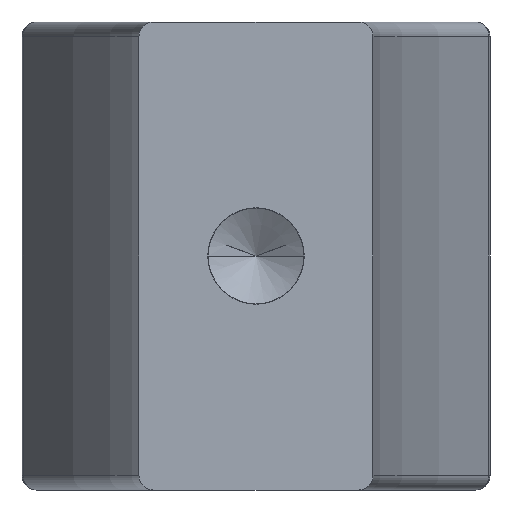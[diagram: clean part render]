
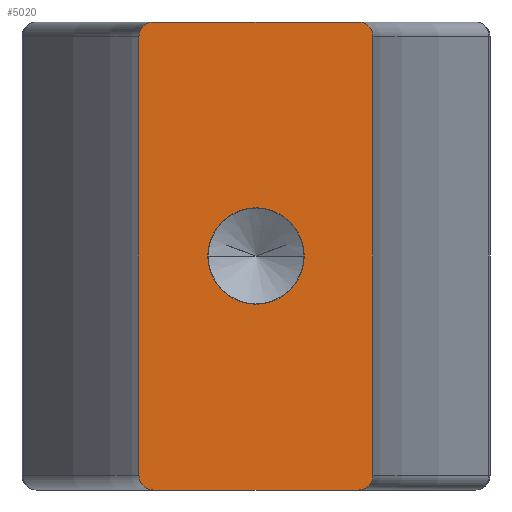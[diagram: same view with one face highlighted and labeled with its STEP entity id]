
A CAD part, front view. The second image highlights one B-rep face of the part: STEP entity #5020.
In plain terms, the highlighted planar face has unit normal (0, -1, 0).
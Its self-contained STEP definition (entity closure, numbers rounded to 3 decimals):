
#380=CARTESIAN_POINT('',(3.5,0.,8.));
#390=VERTEX_POINT('',#380);
#420=CARTESIAN_POINT('',(0.,0.,8.));
#430=DIRECTION('',(1.,0.,0.));
#440=VECTOR('',#430,1.);
#450=LINE('',#420,#440);
#460=CARTESIAN_POINT('',(-3.5,0.,8.));
#470=VERTEX_POINT('',#460);
#480=EDGE_CURVE('',#470,#390,#450,.T.);
#1110=CARTESIAN_POINT('',(-4.,0.,7.5));
#1120=VERTEX_POINT('',#1110);
#1170=CARTESIAN_POINT('',(-4.,0.,0.));
#1180=DIRECTION('',(0.,0.,-1.));
#1190=VECTOR('',#1180,1.);
#1200=LINE('',#1170,#1190);
#1210=CARTESIAN_POINT('',(-4.,0.,-7.5));
#1220=VERTEX_POINT('',#1210);
#1230=EDGE_CURVE('',#1120,#1220,#1200,.T.);
#1530=CARTESIAN_POINT('',(4.,0.,7.5));
#1540=VERTEX_POINT('',#1530);
#1590=CARTESIAN_POINT('',(3.5,0.,7.5));
#1600=DIRECTION('',(0.,1.,0.));
#1610=DIRECTION('',(1.,0.,0.));
#1620=AXIS2_PLACEMENT_3D('',#1590,#1600,#1610);
#1630=CIRCLE('',#1620,0.5);
#1640=EDGE_CURVE('',#390,#1540,#1630,.T.);
#3290=CARTESIAN_POINT('',(-3.5,0.,7.5));
#3300=DIRECTION('',(0.,1.,0.));
#3310=DIRECTION('',(1.,0.,0.));
#3320=AXIS2_PLACEMENT_3D('',#3290,#3300,#3310);
#3330=CIRCLE('',#3320,0.5);
#3340=EDGE_CURVE('',#1120,#470,#3330,.T.);
#4440=CARTESIAN_POINT('',(4.,0.,0.));
#4450=DIRECTION('',(-0.,-1.,-0.));
#4460=DIRECTION('',(-1.,0.,0.));
#4470=AXIS2_PLACEMENT_3D('',#4440,#4450,#4460);
#4480=PLANE('',#4470);
#4490=CARTESIAN_POINT('',(3.5,0.,-7.5));
#4500=DIRECTION('',(0.,1.,0.));
#4510=DIRECTION('',(1.,0.,0.));
#4520=AXIS2_PLACEMENT_3D('',#4490,#4500,#4510);
#4530=CIRCLE('',#4520,0.5);
#4540=CARTESIAN_POINT('',(4.,0.,-7.5));
#4550=VERTEX_POINT('',#4540);
#4560=CARTESIAN_POINT('',(3.5,0.,-8.));
#4570=VERTEX_POINT('',#4560);
#4580=EDGE_CURVE('',#4550,#4570,#4530,.T.);
#4590=ORIENTED_EDGE('',*,*,#4580,.F.);
#4600=CARTESIAN_POINT('',(0.,0.,-8.));
#4610=DIRECTION('',(1.,0.,0.));
#4620=VECTOR('',#4610,1.);
#4630=LINE('',#4600,#4620);
#4640=CARTESIAN_POINT('',(-3.5,0.,-8.));
#4650=VERTEX_POINT('',#4640);
#4660=EDGE_CURVE('',#4650,#4570,#4630,.T.);
#4670=ORIENTED_EDGE('',*,*,#4660,.T.);
#4680=CARTESIAN_POINT('',(-3.5,0.,-7.5));
#4690=DIRECTION('',(0.,1.,0.));
#4700=DIRECTION('',(1.,0.,0.));
#4710=AXIS2_PLACEMENT_3D('',#4680,#4690,#4700);
#4720=CIRCLE('',#4710,0.5);
#4730=EDGE_CURVE('',#4650,#1220,#4720,.T.);
#4740=ORIENTED_EDGE('',*,*,#4730,.F.);
#4750=ORIENTED_EDGE('',*,*,#1230,.T.);
#4760=ORIENTED_EDGE('',*,*,#3340,.F.);
#4770=ORIENTED_EDGE('',*,*,#480,.F.);
#4780=ORIENTED_EDGE('',*,*,#1640,.F.);
#4790=CARTESIAN_POINT('',(4.,0.,0.));
#4800=DIRECTION('',(0.,0.,1.));
#4810=VECTOR('',#4800,1.);
#4820=LINE('',#4790,#4810);
#4830=EDGE_CURVE('',#4550,#1540,#4820,.T.);
#4840=ORIENTED_EDGE('',*,*,#4830,.T.);
#4850=EDGE_LOOP('',(#4840,#4780,#4770,#4760,#4750,#4740,#4670,#4590));
#4860=FACE_OUTER_BOUND('',#4850,.T.);
#4870=CARTESIAN_POINT('',(0.,0.,0.));
#4880=DIRECTION('',(0.,-1.,0.));
#4890=DIRECTION('',(1.,0.,0.));
#4900=AXIS2_PLACEMENT_3D('',#4870,#4880,#4890);
#4910=CIRCLE('',#4900,1.65);
#4920=CARTESIAN_POINT('',(1.65,0.,0.));
#4930=VERTEX_POINT('',#4920);
#4940=CARTESIAN_POINT('',(-1.65,0.,0.));
#4950=VERTEX_POINT('',#4940);
#4960=EDGE_CURVE('',#4930,#4950,#4910,.T.);
#4970=ORIENTED_EDGE('',*,*,#4960,.F.);
#4980=EDGE_CURVE('',#4950,#4930,#4910,.T.);
#4990=ORIENTED_EDGE('',*,*,#4980,.F.);
#5000=EDGE_LOOP('',(#4990,#4970));
#5010=FACE_BOUND('',#5000,.T.);
#5020=ADVANCED_FACE('',(#4860,#5010),#4480,.T.);
